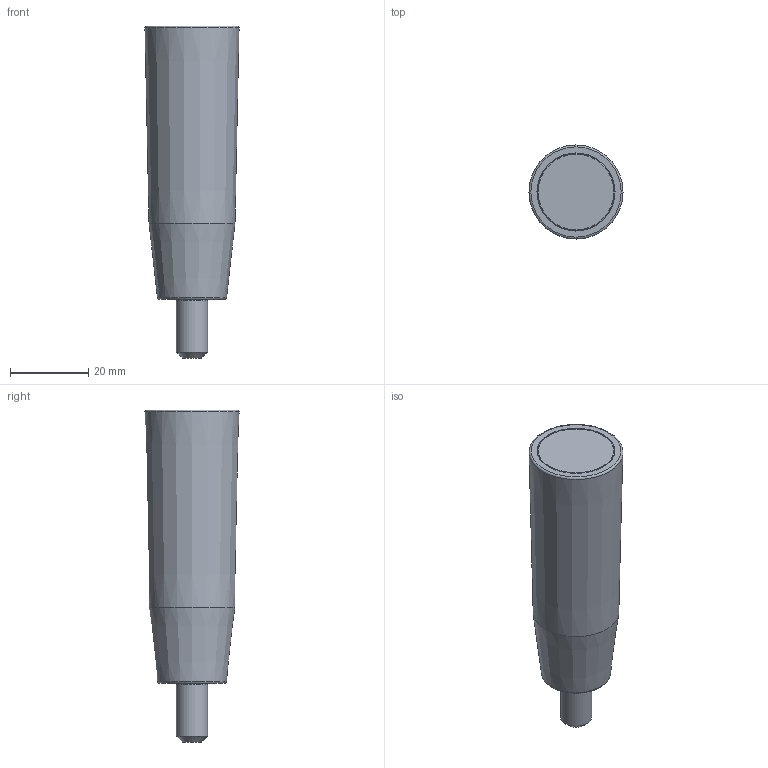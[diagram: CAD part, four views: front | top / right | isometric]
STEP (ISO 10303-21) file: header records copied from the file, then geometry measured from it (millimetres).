
FILE_DESCRIPTION( ( 'Unknown' ), '1' );
FILE_NAME( '6362015_PMC_23x70.stp', 'Unknown', ( 'Unknown' ), ( 'Unknown' ), 'PSStep 15.0.49', 'Unknown', ' ' );
FILE_SCHEMA( ( 'AUTOMOTIVE_DESIGN { 1 0 10303 214 1 1 1 1 }' ) );
Length unit declared in the file: millimetre
Products named in the file (1): 1563
Bounding box: 24.1 x 24.1 x 85 mm (x, y, z)
Volume: 27157.1 mm3; surface area: 7151.3 mm2
Topology: 1 solids, 3 shells, 24 faces, 46 edges, 30 vertices
Faces by surface type: plane 8, cylinder 6, torus 6, cone 4
Full cylindrical faces by diameter (mm): 8 x1, 15.8 x1, 19.8 x2, 20 x2
Entity records: 676 total; most frequent: DIRECTION 94, CARTESIAN_POINT 70, AXIS2_PLACEMENT_3D 47, EDGE_LOOP 44, ORIENTED_EDGE 44, FACE_OUTER_BOUND 36, STYLED_ITEM 24, PRESENTATION_STYLE_ASSIGNMENT 24
